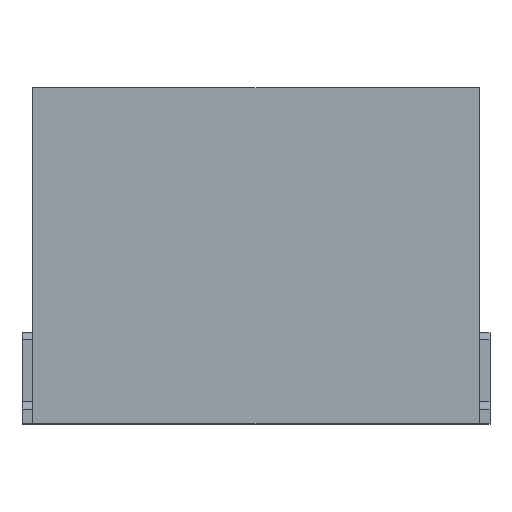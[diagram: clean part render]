
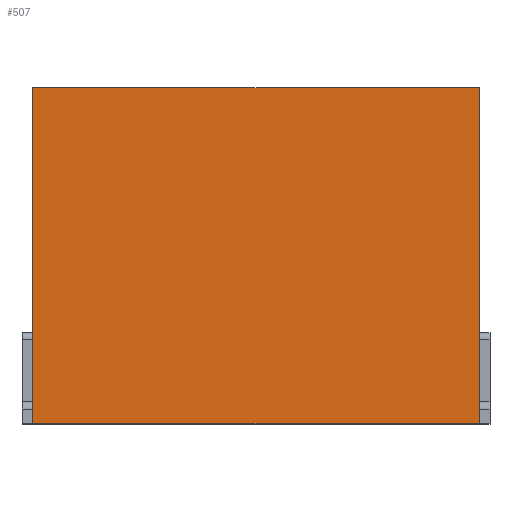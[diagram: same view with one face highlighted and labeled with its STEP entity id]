
A CAD part, top view. The second image highlights one B-rep face of the part: STEP entity #507.
In plain terms, the highlighted planar face has unit normal (0, 0, 1).
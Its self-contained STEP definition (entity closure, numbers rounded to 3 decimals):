
#480=AXIS2_PLACEMENT_3D('Plane Axis2P3D',#477,#478,#479) ;
#70=CARTESIAN_POINT('Vertex',(12.52,0.,10.3)) ;
#73=CARTESIAN_POINT('Line Origine',(6.41,0.,10.3)) ;
#77=CARTESIAN_POINT('Vertex',(0.3,0.,10.3)) ;
#477=CARTESIAN_POINT('Axis2P3D Location',(0.3,9.2,10.3)) ;
#482=CARTESIAN_POINT('Line Origine',(12.52,4.6,10.3)) ;
#486=CARTESIAN_POINT('Vertex',(12.52,9.2,10.3)) ;
#489=CARTESIAN_POINT('Line Origine',(6.41,9.2,10.3)) ;
#493=CARTESIAN_POINT('Vertex',(0.3,9.2,10.3)) ;
#496=CARTESIAN_POINT('Line Origine',(0.3,4.6,10.3)) ;
#74=DIRECTION('Vector Direction',(1.,0.,0.)) ;
#478=DIRECTION('Axis2P3D Direction',(-0.,0.,1.)) ;
#479=DIRECTION('Axis2P3D XDirection',(0.,-1.,0.)) ;
#483=DIRECTION('Vector Direction',(0.,-1.,0.)) ;
#490=DIRECTION('Vector Direction',(1.,0.,0.)) ;
#497=DIRECTION('Vector Direction',(0.,-1.,0.)) ;
#75=VECTOR('Line Direction',#74,1.) ;
#484=VECTOR('Line Direction',#483,1.) ;
#491=VECTOR('Line Direction',#490,1.) ;
#498=VECTOR('Line Direction',#497,1.) ;
#502=ORIENTED_EDGE('',*,*,#488,.T.) ;
#503=ORIENTED_EDGE('',*,*,#495,.F.) ;
#504=ORIENTED_EDGE('',*,*,#500,.F.) ;
#505=ORIENTED_EDGE('',*,*,#79,.T.) ;
#507=ADVANCED_FACE('HOUSING',(#506),#481,.T.) ;
#79=EDGE_CURVE('',#78,#71,#76,.T.) ;
#488=EDGE_CURVE('',#71,#487,#485,.F.) ;
#495=EDGE_CURVE('',#494,#487,#492,.T.) ;
#500=EDGE_CURVE('',#78,#494,#499,.F.) ;
#501=EDGE_LOOP('',(#502,#503,#504,#505)) ;
#506=FACE_OUTER_BOUND('',#501,.T.) ;
#76=LINE('Line',#73,#75) ;
#485=LINE('Line',#482,#484) ;
#492=LINE('Line',#489,#491) ;
#499=LINE('Line',#496,#498) ;
#481=PLANE('',#480) ;
#71=VERTEX_POINT('',#70) ;
#78=VERTEX_POINT('',#77) ;
#487=VERTEX_POINT('',#486) ;
#494=VERTEX_POINT('',#493) ;
